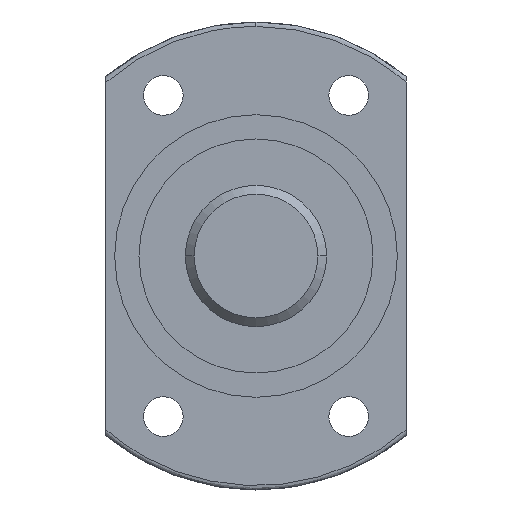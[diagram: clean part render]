
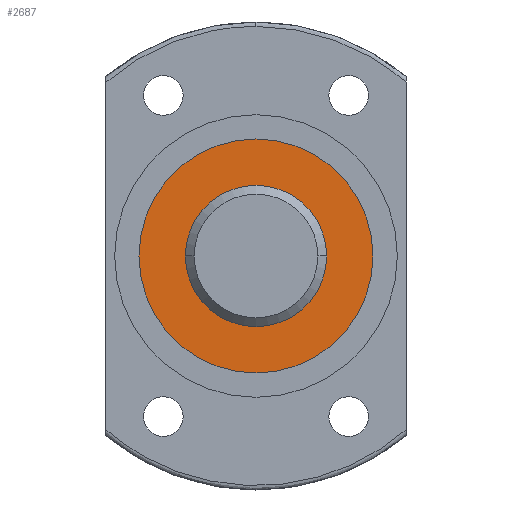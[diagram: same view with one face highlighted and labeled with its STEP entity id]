
A CAD part, left-side view. The second image highlights one B-rep face of the part: STEP entity #2687.
In plain terms, the highlighted planar face has unit normal (-1, 0, 0).
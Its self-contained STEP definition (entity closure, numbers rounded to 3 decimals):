
#599 = DIRECTION ( 'NONE',  ( 0., 0., 1. ) ) ;
#689 = FACE_BOUND ( 'NONE', #22303, .T. ) ;
#927 = CARTESIAN_POINT ( 'NONE',  ( -45., 0., 0. ) ) ;
#1305 = DIRECTION ( 'NONE',  ( 0., 0., 1. ) ) ;
#1615 = CARTESIAN_POINT ( 'NONE',  ( -45., 13.25, 0. ) ) ;
#1813 = DIRECTION ( 'NONE',  ( 0., 0., -1. ) ) ;
#1911 = PLANE ( 'NONE',  #14922 ) ;
#2474 = ORIENTED_EDGE ( 'NONE', *, *, #22613, .F. ) ;
#2564 = AXIS2_PLACEMENT_3D ( 'NONE', #11354, #5176, #599 ) ;
#2687 = ADVANCED_FACE ( 'NONE', ( #11807, #689 ), #1911, .F. ) ;
#3513 = CIRCLE ( 'NONE', #5661, 8. ) ;
#4859 = AXIS2_PLACEMENT_3D ( 'NONE', #19852, #23792, #17394 ) ;
#5028 = CARTESIAN_POINT ( 'NONE',  ( -45., 0., -13.25 ) ) ;
#5176 = DIRECTION ( 'NONE',  ( -1., 0., 0. ) ) ;
#5377 = CIRCLE ( 'NONE', #6696, 13.25 ) ;
#5443 = EDGE_CURVE ( 'NONE', #24347, #24734, #3513, .T. ) ;
#5661 = AXIS2_PLACEMENT_3D ( 'NONE', #927, #11767, #11864 ) ;
#5775 = CARTESIAN_POINT ( 'NONE',  ( -45., 0., 13.25 ) ) ;
#6105 = ORIENTED_EDGE ( 'NONE', *, *, #5443, .F. ) ;
#6696 = AXIS2_PLACEMENT_3D ( 'NONE', #7985, #14518, #1305 ) ;
#6733 = ORIENTED_EDGE ( 'NONE', *, *, #14508, .F. ) ;
#7587 = CARTESIAN_POINT ( 'NONE',  ( -45., 0., 8. ) ) ;
#7985 = CARTESIAN_POINT ( 'NONE',  ( -45., 0., 0. ) ) ;
#11354 = CARTESIAN_POINT ( 'NONE',  ( -45., 0., 0. ) ) ;
#11767 = DIRECTION ( 'NONE',  ( -1., 0., 0. ) ) ;
#11807 = FACE_OUTER_BOUND ( 'NONE', #21810, .T. ) ;
#11864 = DIRECTION ( 'NONE',  ( 0., 0., 1. ) ) ;
#12512 = EDGE_CURVE ( 'NONE', #12574, #27322, #13883, .T. ) ;
#12574 = VERTEX_POINT ( 'NONE', #5775 ) ;
#13883 = CIRCLE ( 'NONE', #4859, 13.25 ) ;
#14508 = EDGE_CURVE ( 'NONE', #27322, #12574, #5377, .T. ) ;
#14518 = DIRECTION ( 'NONE',  ( 1., 0., 0. ) ) ;
#14922 = AXIS2_PLACEMENT_3D ( 'NONE', #1615, #27467, #1813 ) ;
#17394 = DIRECTION ( 'NONE',  ( 0., 0., 1. ) ) ;
#19591 = ORIENTED_EDGE ( 'NONE', *, *, #12512, .F. ) ;
#19711 = CARTESIAN_POINT ( 'NONE',  ( -45., 0., -8. ) ) ;
#19852 = CARTESIAN_POINT ( 'NONE',  ( -45., 0., 0. ) ) ;
#21810 = EDGE_LOOP ( 'NONE', ( #19591, #6733 ) ) ;
#22303 = EDGE_LOOP ( 'NONE', ( #6105, #2474 ) ) ;
#22613 = EDGE_CURVE ( 'NONE', #24734, #24347, #23191, .T. ) ;
#23191 = CIRCLE ( 'NONE', #2564, 8. ) ;
#23792 = DIRECTION ( 'NONE',  ( 1., 0., 0. ) ) ;
#24347 = VERTEX_POINT ( 'NONE', #7587 ) ;
#24734 = VERTEX_POINT ( 'NONE', #19711 ) ;
#27322 = VERTEX_POINT ( 'NONE', #5028 ) ;
#27467 = DIRECTION ( 'NONE',  ( 1., 0., 0. ) ) ;
